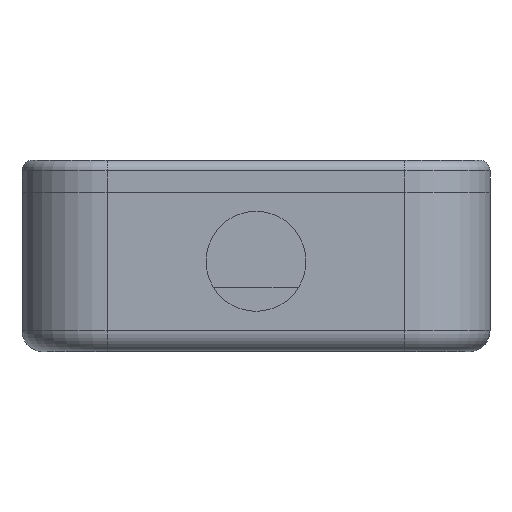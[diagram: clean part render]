
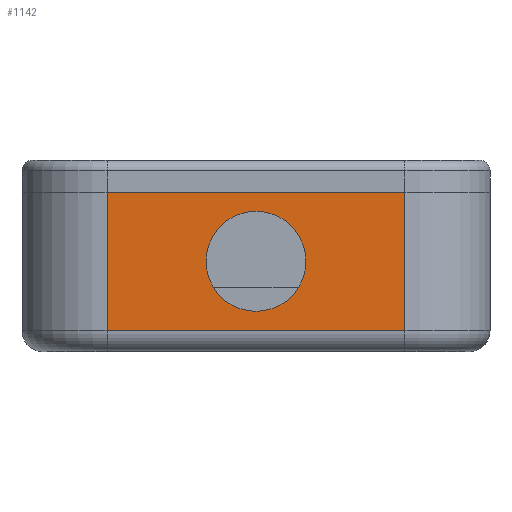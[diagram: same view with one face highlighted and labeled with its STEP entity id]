
A CAD part, front view. The second image highlights one B-rep face of the part: STEP entity #1142.
In plain terms, the highlighted planar face has unit normal (0, -1, 0).
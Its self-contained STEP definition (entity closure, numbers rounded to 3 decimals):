
#100 = CARTESIAN_POINT ( 'NONE',  ( 0., -133.13, -1.8 ) ) ;
#163 = EDGE_CURVE ( 'NONE', #3715, #4480, #5248, .T. ) ;
#186 = EDGE_CURVE ( 'NONE', #4543, #617, #4431, .T. ) ;
#219 = CARTESIAN_POINT ( 'NONE',  ( 0., -133.13, -6.5 ) ) ;
#389 = VECTOR ( 'NONE', #4262, 1000. ) ;
#456 = CIRCLE ( 'NONE', #2311, 4.7 ) ;
#526 = CARTESIAN_POINT ( 'NONE',  ( 14., -133.13, -13. ) ) ;
#534 = CARTESIAN_POINT ( 'NONE',  ( 14., -133.13, -13. ) ) ;
#617 = VERTEX_POINT ( 'NONE', #1634 ) ;
#715 = VECTOR ( 'NONE', #4030, 1000. ) ;
#728 = VECTOR ( 'NONE', #3031, 1000. ) ;
#742 = DIRECTION ( 'NONE',  ( 0., 0., -1. ) ) ;
#774 = PLANE ( 'NONE',  #5452 ) ;
#1101 = LINE ( 'NONE', #4840, #728 ) ;
#1141 = FACE_BOUND ( 'NONE', #3857, .T. ) ;
#1142 = ADVANCED_FACE ( 'NONE', ( #1141, #3107 ), #774, .T. ) ;
#1208 = DIRECTION ( 'NONE',  ( 0., -1., 0. ) ) ;
#1530 = CARTESIAN_POINT ( 'NONE',  ( -14., -133.13, -13. ) ) ;
#1634 = CARTESIAN_POINT ( 'NONE',  ( 0., -133.13, -11.2 ) ) ;
#1678 = EDGE_CURVE ( 'NONE', #4377, #4138, #2053, .T. ) ;
#1692 = CARTESIAN_POINT ( 'NONE',  ( -14., -133.13, -15. ) ) ;
#1839 = CARTESIAN_POINT ( 'NONE',  ( 0., -133.13, -6.5 ) ) ;
#2053 = LINE ( 'NONE', #3475, #715 ) ;
#2311 = AXIS2_PLACEMENT_3D ( 'NONE', #219, #1208, #3074 ) ;
#2471 = EDGE_CURVE ( 'NONE', #4480, #4377, #1101, .T. ) ;
#2649 = DIRECTION ( 'NONE',  ( 0., -1., 0. ) ) ;
#2740 = AXIS2_PLACEMENT_3D ( 'NONE', #1839, #5283, #4814 ) ;
#2867 = ORIENTED_EDGE ( 'NONE', *, *, #4708, .F. ) ;
#3031 = DIRECTION ( 'NONE',  ( 0., 0., 1. ) ) ;
#3060 = ORIENTED_EDGE ( 'NONE', *, *, #163, .T. ) ;
#3074 = DIRECTION ( 'NONE',  ( 0., 0., -1. ) ) ;
#3107 = FACE_OUTER_BOUND ( 'NONE', #3648, .T. ) ;
#3436 = ORIENTED_EDGE ( 'NONE', *, *, #5819, .T. ) ;
#3475 = CARTESIAN_POINT ( 'NONE',  ( -22., -133.13, 0. ) ) ;
#3544 = LINE ( 'NONE', #1692, #3612 ) ;
#3612 = VECTOR ( 'NONE', #4978, 1000. ) ;
#3648 = EDGE_LOOP ( 'NONE', ( #3436, #3060, #4310, #4235 ) ) ;
#3715 = VERTEX_POINT ( 'NONE', #1530 ) ;
#3857 = EDGE_LOOP ( 'NONE', ( #2867, #5839 ) ) ;
#3866 = CARTESIAN_POINT ( 'NONE',  ( -14., -133.13, 0. ) ) ;
#4030 = DIRECTION ( 'NONE',  ( -1., 0., 0. ) ) ;
#4138 = VERTEX_POINT ( 'NONE', #3866 ) ;
#4235 = ORIENTED_EDGE ( 'NONE', *, *, #1678, .T. ) ;
#4262 = DIRECTION ( 'NONE',  ( 1., 0., 0. ) ) ;
#4310 = ORIENTED_EDGE ( 'NONE', *, *, #2471, .T. ) ;
#4377 = VERTEX_POINT ( 'NONE', #5158 ) ;
#4431 = CIRCLE ( 'NONE', #2740, 4.7 ) ;
#4480 = VERTEX_POINT ( 'NONE', #534 ) ;
#4543 = VERTEX_POINT ( 'NONE', #100 ) ;
#4708 = EDGE_CURVE ( 'NONE', #617, #4543, #456, .T. ) ;
#4814 = DIRECTION ( 'NONE',  ( 0., 0., -1. ) ) ;
#4840 = CARTESIAN_POINT ( 'NONE',  ( 14., -133.13, -15. ) ) ;
#4912 = CARTESIAN_POINT ( 'NONE',  ( -22., -133.13, -15. ) ) ;
#4978 = DIRECTION ( 'NONE',  ( 0., 0., -1. ) ) ;
#5158 = CARTESIAN_POINT ( 'NONE',  ( 14., -133.13, 0. ) ) ;
#5248 = LINE ( 'NONE', #526, #389 ) ;
#5283 = DIRECTION ( 'NONE',  ( 0., -1., 0. ) ) ;
#5452 = AXIS2_PLACEMENT_3D ( 'NONE', #4912, #2649, #742 ) ;
#5819 = EDGE_CURVE ( 'NONE', #4138, #3715, #3544, .T. ) ;
#5839 = ORIENTED_EDGE ( 'NONE', *, *, #186, .F. ) ;
